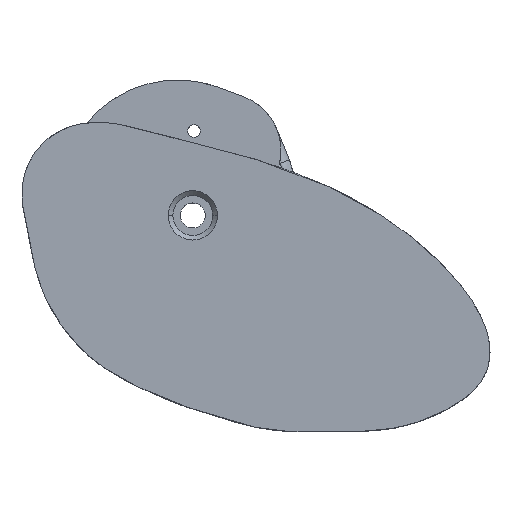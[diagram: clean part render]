
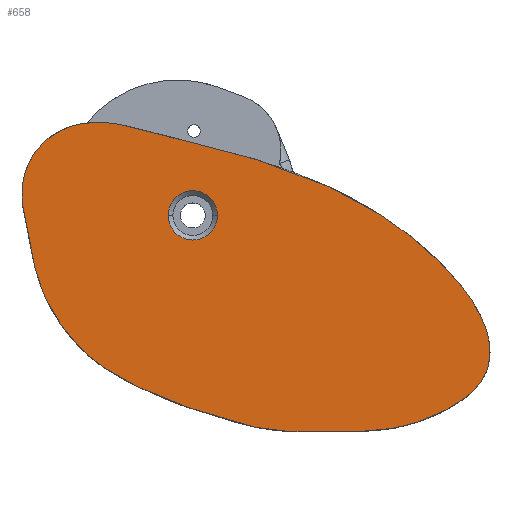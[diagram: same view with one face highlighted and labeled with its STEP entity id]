
A CAD part, top view. The second image highlights one B-rep face of the part: STEP entity #658.
In plain terms, the highlighted planar face has unit normal (0, 0, 1).
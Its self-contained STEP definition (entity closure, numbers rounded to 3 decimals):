
#61 = CARTESIAN_POINT ( 'NONE',  ( 12.646, -34.643, 0. ) ) ;
#115 = CARTESIAN_POINT ( 'NONE',  ( -4.76, 12.786, 0. ) ) ;
#290 = AXIS2_PLACEMENT_3D ( 'NONE', #964, #4602, #7477 ) ;
#352 = DIRECTION ( 'NONE',  ( 0., 0., -1. ) ) ;
#503 = DIRECTION ( 'NONE',  ( 1., 0., 0. ) ) ;
#562 = CARTESIAN_POINT ( 'NONE',  ( -8.946, -27.235, 0. ) ) ;
#627 = VERTEX_POINT ( 'NONE', #5764 ) ;
#658 = ADVANCED_FACE ( 'NONE', ( #5178, #5649 ), #6928, .T. ) ;
#684 = CARTESIAN_POINT ( 'NONE',  ( -14.256, -24.179, 0. ) ) ;
#690 = EDGE_CURVE ( 'NONE', #627, #5066, #3367, .T. ) ;
#722 = CARTESIAN_POINT ( 'NONE',  ( -14.719, 15.175, 0. ) ) ;
#831 = CARTESIAN_POINT ( 'NONE',  ( -14.256, -24.179, 0. ) ) ;
#850 = VERTEX_POINT ( 'NONE', #831 ) ;
#897 = VERTEX_POINT ( 'NONE', #5007 ) ;
#964 = CARTESIAN_POINT ( 'NONE',  ( 0., 0., 0. ) ) ;
#1159 = ORIENTED_EDGE ( 'NONE', *, *, #5623, .T. ) ;
#1218 = CARTESIAN_POINT ( 'NONE',  ( -2.914, -29.94, 0. ) ) ;
#1230 = CARTESIAN_POINT ( 'NONE',  ( -21.408, 14.114, 0. ) ) ;
#1248 = B_SPLINE_CURVE_WITH_KNOTS ( 'NONE', 3,
 ( #1334, #4779, #562, #1218, #5273, #61, #4701, #2453, #6006, #5972, #1757 ),
 .UNSPECIFIED., .F., .F.,
 ( 4, 1, 1, 1, 1, 1, 1, 1, 4 ),
 ( 0.5, 0.531, 0.563, 0.602, 0.648, 0.695, 0.758, 0.82, 1. ),
 .UNSPECIFIED. ) ;
#1292 = CARTESIAN_POINT ( 'NONE',  ( 0., 0., 0. ) ) ;
#1334 = CARTESIAN_POINT ( 'NONE',  ( -14.256, -24.179, 0. ) ) ;
#1462 = EDGE_LOOP ( 'NONE', ( #6324, #6643 ) ) ;
#1757 = CARTESIAN_POINT ( 'NONE',  ( 30.033, 0., 0. ) ) ;
#1770 = CARTESIAN_POINT ( 'NONE',  ( -27.516, 2.932, 0. ) ) ;
#1880 = CARTESIAN_POINT ( 'NONE',  ( -19.673, -19.474, 0. ) ) ;
#1921 = CARTESIAN_POINT ( 'NONE',  ( 1.17, 11.238, 0. ) ) ;
#2390 = CARTESIAN_POINT ( 'NONE',  ( 24.481, 3.612, 0. ) ) ;
#2453 = CARTESIAN_POINT ( 'NONE',  ( 33.5, -34.61, 0. ) ) ;
#2463 = CARTESIAN_POINT ( 'NONE',  ( -26.551, 9.162, 0. ) ) ;
#2593 = B_SPLINE_CURVE_WITH_KNOTS ( 'NONE', 3,
 ( #4167, #2390, #4207, #5405, #5911, #4751, #1921, #6481, #115, #6057, #722, #1230, #2463, #1770, #5479, #3089, #4129, #1880, #3010, #684 ),
 .UNSPECIFIED., .F., .F.,
 ( 4, 1, 1, 1, 1, 1, 1, 1, 1, 1, 1, 1, 1, 1, 1, 1, 1, 4 ),
 ( 0., 0.094, 0.117, 0.133, 0.148, 0.156, 0.172, 0.187, 0.211, 0.242, 0.273, 0.313, 0.344, 0.367, 0.398, 0.43, 0.461, 0.5 ),
 .UNSPECIFIED. ) ;
#2999 = DIRECTION ( 'NONE',  ( 0., 0., -1. ) ) ;
#3010 = CARTESIAN_POINT ( 'NONE',  ( -16.343, -22.721, 0. ) ) ;
#3089 = CARTESIAN_POINT ( 'NONE',  ( -25.34, -8.07, 0. ) ) ;
#3101 = EDGE_LOOP ( 'NONE', ( #1159, #3948 ) ) ;
#3331 = CARTESIAN_POINT ( 'NONE',  ( 0., 0., 0. ) ) ;
#3367 = CIRCLE ( 'NONE', #7091, 3.925 ) ;
#3665 = AXIS2_PLACEMENT_3D ( 'NONE', #1292, #2999, #6629 ) ;
#3948 = ORIENTED_EDGE ( 'NONE', *, *, #5937, .T. ) ;
#4129 = CARTESIAN_POINT ( 'NONE',  ( -23.331, -13.916, 0. ) ) ;
#4167 = CARTESIAN_POINT ( 'NONE',  ( 30.033, 0., 0. ) ) ;
#4207 = CARTESIAN_POINT ( 'NONE',  ( 17.808, 6.267, 0. ) ) ;
#4602 = DIRECTION ( 'NONE',  ( 0., 0., 1. ) ) ;
#4701 = CARTESIAN_POINT ( 'NONE',  ( 23.433, -34.302, 0. ) ) ;
#4751 = CARTESIAN_POINT ( 'NONE',  ( 3.634, 10.582, 0. ) ) ;
#4779 = CARTESIAN_POINT ( 'NONE',  ( -12.587, -25.345, 0. ) ) ;
#5007 = CARTESIAN_POINT ( 'NONE',  ( 30.033, 0., 0. ) ) ;
#5066 = VERTEX_POINT ( 'NONE', #5840 ) ;
#5178 = FACE_BOUND ( 'NONE', #1462, .T. ) ;
#5273 = CARTESIAN_POINT ( 'NONE',  ( 4.439, -32.309, 0. ) ) ;
#5405 = CARTESIAN_POINT ( 'NONE',  ( 9.589, 9.131, 0. ) ) ;
#5479 = CARTESIAN_POINT ( 'NONE',  ( -26.216, -2.538, 0. ) ) ;
#5623 = EDGE_CURVE ( 'NONE', #897, #850, #2593, .T. ) ;
#5649 = FACE_OUTER_BOUND ( 'NONE', #3101, .T. ) ;
#5764 = CARTESIAN_POINT ( 'NONE',  ( 3.925, 0., 0. ) ) ;
#5840 = CARTESIAN_POINT ( 'NONE',  ( -3.925, 0., 0. ) ) ;
#5911 = CARTESIAN_POINT ( 'NONE',  ( 6.093, 9.907, 0. ) ) ;
#5937 = EDGE_CURVE ( 'NONE', #850, #897, #1248, .T. ) ;
#5972 = CARTESIAN_POINT ( 'NONE',  ( 40.674, -6.922, 0. ) ) ;
#6006 = CARTESIAN_POINT ( 'NONE',  ( 56.072, -23.618, 0. ) ) ;
#6042 = EDGE_CURVE ( 'NONE', #5066, #627, #7009, .T. ) ;
#6057 = CARTESIAN_POINT ( 'NONE',  ( -9.17, 13.985, 0. ) ) ;
#6324 = ORIENTED_EDGE ( 'NONE', *, *, #690, .T. ) ;
#6481 = CARTESIAN_POINT ( 'NONE',  ( -1.298, 11.881, 0. ) ) ;
#6629 = DIRECTION ( 'NONE',  ( 1., 0., 0. ) ) ;
#6643 = ORIENTED_EDGE ( 'NONE', *, *, #6042, .T. ) ;
#6928 = PLANE ( 'NONE',  #290 ) ;
#7009 = CIRCLE ( 'NONE', #3665, 3.925 ) ;
#7091 = AXIS2_PLACEMENT_3D ( 'NONE', #3331, #352, #503 ) ;
#7477 = DIRECTION ( 'NONE',  ( 1., 0., 0. ) ) ;
